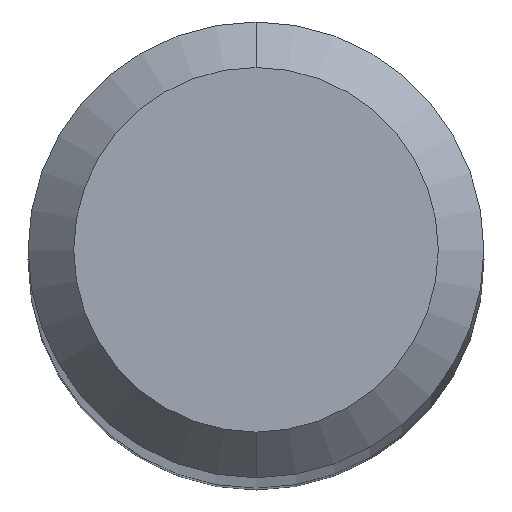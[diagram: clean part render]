
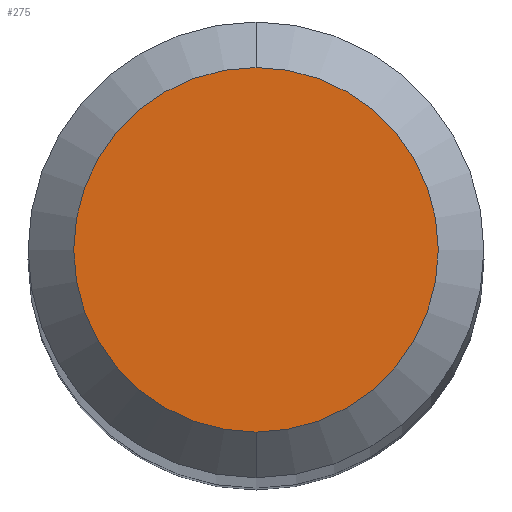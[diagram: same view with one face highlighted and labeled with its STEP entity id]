
A CAD part, top view. The second image highlights one B-rep face of the part: STEP entity #275.
In plain terms, the highlighted planar face has unit normal (0, 0, 1).
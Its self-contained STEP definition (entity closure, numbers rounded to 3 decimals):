
#187=EDGE_CURVE('',#201,#405,#466,.T.);
#201=VERTEX_POINT('',#481);
#275=ADVANCED_FACE('',(#561),#562,.T.);
#315=EDGE_CURVE('',#405,#201,#605,.T.);
#405=VERTEX_POINT('',#705);
#466=CIRCLE('',#767,1.2);
#481=CARTESIAN_POINT('',(0.,-1.2,0.0));
#561=FACE_OUTER_BOUND('',#1022,.T.);
#562=PLANE('',#1023);
#605=CIRCLE('',#1104,1.2);
#705=CARTESIAN_POINT('',(0.0,1.2,0.0));
#767=AXIS2_PLACEMENT_3D('',#1356,#1357,#1358);
#1022=EDGE_LOOP('',(#1448,#1449));
#1023=AXIS2_PLACEMENT_3D('',#1450,#1451,#1452);
#1104=AXIS2_PLACEMENT_3D('',#1491,#1492,#1493);
#1356=CARTESIAN_POINT('',(0.0,0.0,0.0));
#1357=DIRECTION('',(0.0,0.0,-1.0));
#1358=DIRECTION('',(0.0,1.0,0.0));
#1448=ORIENTED_EDGE('',*,*,#315,.F.);
#1449=ORIENTED_EDGE('',*,*,#187,.F.);
#1450=CARTESIAN_POINT('',(0.0,0.6,0.0));
#1451=DIRECTION('',(-0.0,0.0,1.0));
#1452=DIRECTION('',(0.0,-1.0,0.0));
#1491=CARTESIAN_POINT('',(0.0,0.0,0.0));
#1492=DIRECTION('',(0.0,0.0,-1.0));
#1493=DIRECTION('',(0.0,1.0,0.0));
